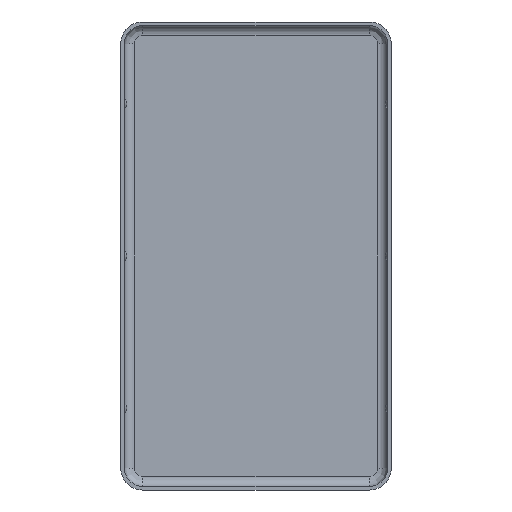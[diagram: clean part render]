
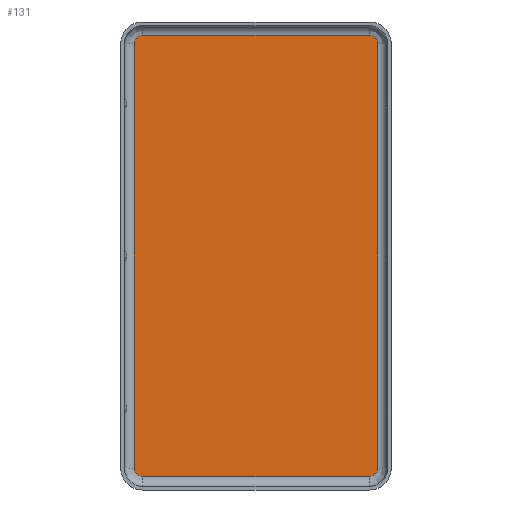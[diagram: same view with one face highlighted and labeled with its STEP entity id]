
A CAD part, front view. The second image highlights one B-rep face of the part: STEP entity #131.
In plain terms, the highlighted planar face has unit normal (0, -1, 0).
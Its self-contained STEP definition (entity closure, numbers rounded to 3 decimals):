
#131 = ADVANCED_FACE( 'NONE', ( #281 ), #282, .T. );
#281 = FACE_OUTER_BOUND( '', #596, .T. );
#282 = PLANE( '', #597 );
#596 = EDGE_LOOP( '', ( #879, #880, #881, #882, #883, #884, #885, #886 ) );
#597 = AXIS2_PLACEMENT_3D( '', #887, #888, #889 );
#879 = ORIENTED_EDGE( '', *, *, #1033, .F. );
#880 = ORIENTED_EDGE( '', *, *, #1040, .F. );
#881 = ORIENTED_EDGE( '', *, *, #1048, .F. );
#882 = ORIENTED_EDGE( '', *, *, #1122, .T. );
#883 = ORIENTED_EDGE( '', *, *, #1128, .T. );
#884 = ORIENTED_EDGE( '', *, *, #1125, .F. );
#885 = ORIENTED_EDGE( '', *, *, #1090, .T. );
#886 = ORIENTED_EDGE( '', *, *, #1112, .T. );
#887 = CARTESIAN_POINT( '', ( 9.3, 0., -17.4 ) );
#888 = DIRECTION( '', ( 0., -1., 0. ) );
#889 = DIRECTION( '', ( 0., 0., -1. ) );
#1033 = EDGE_CURVE( 'NONE', #1179, #1181, #1182, .T. );
#1040 = EDGE_CURVE( 'NONE', #1190, #1179, #1192, .T. );
#1048 = EDGE_CURVE( 'NONE', #1202, #1190, #1204, .T. );
#1090 = EDGE_CURVE( 'NONE', #1273, #1271, #1274, .T. );
#1112 = EDGE_CURVE( 'NONE', #1271, #1181, #1303, .T. );
#1122 = EDGE_CURVE( 'NONE', #1202, #1313, #1315, .T. );
#1125 = EDGE_CURVE( 'NONE', #1273, #1318, #1319, .T. );
#1128 = EDGE_CURVE( 'NONE', #1313, #1318, #1322, .T. );
#1179 = VERTEX_POINT( 'NONE', #1379 );
#1181 = VERTEX_POINT( 'NONE', #1381 );
#1182 = LINE( '', #1382, #1383 );
#1190 = VERTEX_POINT( 'NONE', #1391 );
#1192 = CIRCLE( '', #1393, 0.7 );
#1202 = VERTEX_POINT( 'NONE', #1404 );
#1204 = LINE( '', #1406, #1407 );
#1271 = VERTEX_POINT( 'NONE', #1487 );
#1273 = VERTEX_POINT( 'NONE', #1489 );
#1274 = LINE( '', #1490, #1491 );
#1303 = CIRCLE( '', #1530, 0.7 );
#1313 = VERTEX_POINT( 'NONE', #1542 );
#1315 = CIRCLE( '', #1544, 0.7 );
#1318 = VERTEX_POINT( 'NONE', #1547 );
#1319 = CIRCLE( '', #1548, 0.7 );
#1322 = LINE( '', #1551, #1552 );
#1379 = CARTESIAN_POINT( '', ( 9.3, 0., -18.1 ) );
#1381 = CARTESIAN_POINT( '', ( -9.3, 0., -18.1 ) );
#1382 = CARTESIAN_POINT( '', ( 9.3, 0., -18.1 ) );
#1383 = VECTOR( '', #1620, 1000. );
#1391 = CARTESIAN_POINT( '', ( 10., 0., -17.4 ) );
#1393 = AXIS2_PLACEMENT_3D( '', #1633, #1634, #1635 );
#1404 = CARTESIAN_POINT( '', ( 10., 0., 17.4 ) );
#1406 = CARTESIAN_POINT( '', ( 10., 0., 0. ) );
#1407 = VECTOR( '', #1646, 1000. );
#1487 = CARTESIAN_POINT( '', ( -10., 0., -17.4 ) );
#1489 = CARTESIAN_POINT( '', ( -10., 0., 17.4 ) );
#1490 = CARTESIAN_POINT( '', ( -10., 0., 0. ) );
#1491 = VECTOR( '', #1711, 1000. );
#1530 = AXIS2_PLACEMENT_3D( '', #1740, #1741, #1742 );
#1542 = CARTESIAN_POINT( '', ( 9.3, 0., 18.1 ) );
#1544 = AXIS2_PLACEMENT_3D( '', #1757, #1758, #1759 );
#1547 = CARTESIAN_POINT( '', ( -9.3, 0., 18.1 ) );
#1548 = AXIS2_PLACEMENT_3D( '', #1760, #1761, #1762 );
#1551 = CARTESIAN_POINT( '', ( 9.3, 0., 18.1 ) );
#1552 = VECTOR( '', #1766, 1000. );
#1620 = DIRECTION( '', ( -1., 0., 0. ) );
#1633 = CARTESIAN_POINT( '', ( 9.3, 0., -17.4 ) );
#1634 = DIRECTION( '', ( 0., 1., 0. ) );
#1635 = DIRECTION( '', ( 0., 0., 1. ) );
#1646 = DIRECTION( '', ( 0., 0., -1. ) );
#1711 = DIRECTION( '', ( 0., 0., -1. ) );
#1740 = CARTESIAN_POINT( '', ( -9.3, 0., -17.4 ) );
#1741 = DIRECTION( '', ( 0., -1., 0. ) );
#1742 = DIRECTION( '', ( 0., 0., 1. ) );
#1757 = CARTESIAN_POINT( '', ( 9.3, 0., 17.4 ) );
#1758 = DIRECTION( '', ( 0., -1., 0. ) );
#1759 = DIRECTION( '', ( 0., 0., -1. ) );
#1760 = CARTESIAN_POINT( '', ( -9.3, 0., 17.4 ) );
#1761 = DIRECTION( '', ( 0., 1., 0. ) );
#1762 = DIRECTION( '', ( 0., 0., -1. ) );
#1766 = DIRECTION( '', ( -1., 0., 0. ) );
